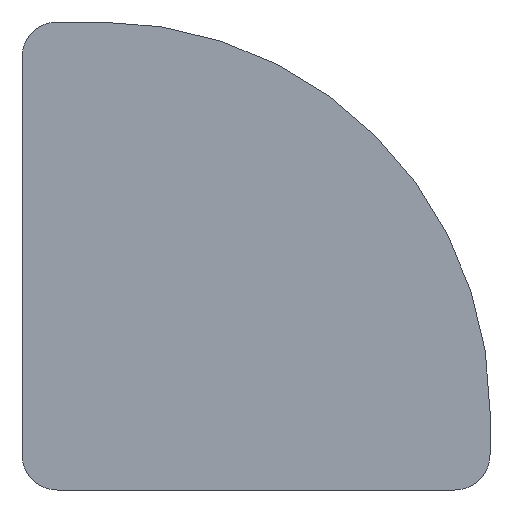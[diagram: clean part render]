
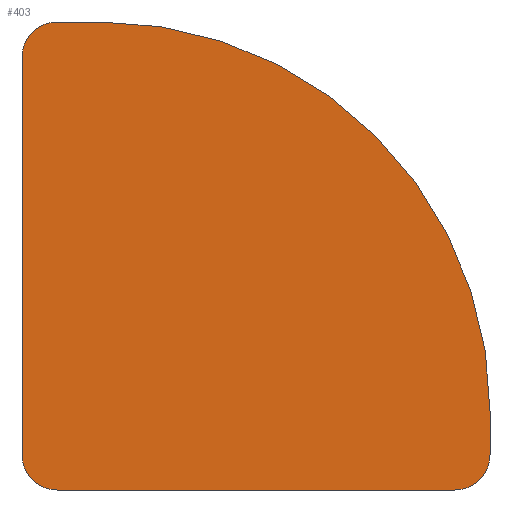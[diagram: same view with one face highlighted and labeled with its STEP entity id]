
A CAD part, left-side view. The second image highlights one B-rep face of the part: STEP entity #403.
In plain terms, the highlighted planar face has unit normal (-1, 0, 0).
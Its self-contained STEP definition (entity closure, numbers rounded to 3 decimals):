
#1 = AXIS2_PLACEMENT_3D ( 'NONE', #599, #442, #589 ) ;
#22 = ORIENTED_EDGE ( 'NONE', *, *, #290, .F. ) ;
#24 = CARTESIAN_POINT ( 'NONE',  ( 0., 13.3, 20. ) ) ;
#29 = VERTEX_POINT ( 'NONE', #193 ) ;
#32 = CARTESIAN_POINT ( 'NONE',  ( 0., 20., -17. ) ) ;
#38 = CARTESIAN_POINT ( 'NONE',  ( 0., 2.548, 20. ) ) ;
#39 = DIRECTION ( 'NONE',  ( 0., 0., 1. ) ) ;
#46 = DIRECTION ( 'NONE',  ( 0., 0., -1. ) ) ;
#60 = CIRCLE ( 'NONE', #274, 3. ) ;
#61 = ORIENTED_EDGE ( 'NONE', *, *, #128, .F. ) ;
#68 = CARTESIAN_POINT ( 'NONE',  ( 0., -20., -2.548 ) ) ;
#72 = CARTESIAN_POINT ( 'NONE',  ( 0., -17., -20. ) ) ;
#79 = DIRECTION ( 'NONE',  ( 0., 0., 1. ) ) ;
#81 = ORIENTED_EDGE ( 'NONE', *, *, #401, .F. ) ;
#88 = CARTESIAN_POINT ( 'NONE',  ( 0., 17., 20. ) ) ;
#92 = ORIENTED_EDGE ( 'NONE', *, *, #248, .F. ) ;
#101 = LINE ( 'NONE', #68, #160 ) ;
#117 = ORIENTED_EDGE ( 'NONE', *, *, #495, .F. ) ;
#118 = CARTESIAN_POINT ( 'NONE',  ( 0., 20., 17. ) ) ;
#119 = CARTESIAN_POINT ( 'NONE',  ( 0., 2.548, -20. ) ) ;
#123 = LINE ( 'NONE', #177, #487 ) ;
#126 = ORIENTED_EDGE ( 'NONE', *, *, #468, .F. ) ;
#128 = EDGE_CURVE ( 'NONE', #266, #29, #441, .T. ) ;
#134 = CARTESIAN_POINT ( 'NONE',  ( 0., 13.3, -13.3 ) ) ;
#138 = EDGE_CURVE ( 'NONE', #576, #338, #287, .T. ) ;
#140 = ORIENTED_EDGE ( 'NONE', *, *, #358, .F. ) ;
#160 = VECTOR ( 'NONE', #168, 1000. ) ;
#168 = DIRECTION ( 'NONE',  ( 0., 0., -1. ) ) ;
#170 = LINE ( 'NONE', #38, #455 ) ;
#177 = CARTESIAN_POINT ( 'NONE',  ( 0., 20., -2.548 ) ) ;
#192 = DIRECTION ( 'NONE',  ( 0., -1., 0. ) ) ;
#193 = CARTESIAN_POINT ( 'NONE',  ( 0., 17., -20. ) ) ;
#206 = EDGE_LOOP ( 'NONE', ( #81, #508, #22, #126, #61, #92, #117, #140 ) ) ;
#239 = DIRECTION ( 'NONE',  ( 1., 0., 0. ) ) ;
#248 = EDGE_CURVE ( 'NONE', #385, #266, #60, .T. ) ;
#249 = VERTEX_POINT ( 'NONE', #32 ) ;
#261 = DIRECTION ( 'NONE',  ( 0., 1., 0. ) ) ;
#266 = VERTEX_POINT ( 'NONE', #72 ) ;
#274 = AXIS2_PLACEMENT_3D ( 'NONE', #497, #502, #79 ) ;
#287 = CIRCLE ( 'NONE', #553, 3. ) ;
#290 = EDGE_CURVE ( 'NONE', #249, #576, #123, .T. ) ;
#295 = CARTESIAN_POINT ( 'NONE',  ( 0., 17., 17. ) ) ;
#305 = AXIS2_PLACEMENT_3D ( 'NONE', #419, #239, #46 ) ;
#328 = PLANE ( 'NONE',  #305 ) ;
#329 = CIRCLE ( 'NONE', #1, 3. ) ;
#338 = VERTEX_POINT ( 'NONE', #88 ) ;
#341 = DIRECTION ( 'NONE',  ( 1., 0., 0. ) ) ;
#357 = CIRCLE ( 'NONE', #429, 33.3 ) ;
#358 = EDGE_CURVE ( 'NONE', #556, #569, #357, .T. ) ;
#363 = FACE_OUTER_BOUND ( 'NONE', #206, .T. ) ;
#385 = VERTEX_POINT ( 'NONE', #458 ) ;
#394 = CARTESIAN_POINT ( 'NONE',  ( 0., -20., -13.3 ) ) ;
#401 = EDGE_CURVE ( 'NONE', #338, #556, #170, .T. ) ;
#403 = ADVANCED_FACE ( 'NONE', ( #363 ), #328, .F. ) ;
#419 = CARTESIAN_POINT ( 'NONE',  ( 0., 2.548, -2.548 ) ) ;
#429 = AXIS2_PLACEMENT_3D ( 'NONE', #134, #559, #39 ) ;
#441 = LINE ( 'NONE', #119, #562 ) ;
#442 = DIRECTION ( 'NONE',  ( 1., 0., 0. ) ) ;
#455 = VECTOR ( 'NONE', #192, 1000. ) ;
#458 = CARTESIAN_POINT ( 'NONE',  ( 0., -20., -17. ) ) ;
#468 = EDGE_CURVE ( 'NONE', #29, #249, #329, .T. ) ;
#487 = VECTOR ( 'NONE', #494, 1000. ) ;
#488 = DIRECTION ( 'NONE',  ( 0., 0., 1. ) ) ;
#494 = DIRECTION ( 'NONE',  ( 0., 0., 1. ) ) ;
#495 = EDGE_CURVE ( 'NONE', #569, #385, #101, .T. ) ;
#497 = CARTESIAN_POINT ( 'NONE',  ( 0., -17., -17. ) ) ;
#502 = DIRECTION ( 'NONE',  ( 1., 0., 0. ) ) ;
#508 = ORIENTED_EDGE ( 'NONE', *, *, #138, .F. ) ;
#553 = AXIS2_PLACEMENT_3D ( 'NONE', #295, #341, #488 ) ;
#556 = VERTEX_POINT ( 'NONE', #24 ) ;
#559 = DIRECTION ( 'NONE',  ( 1., 0., 0. ) ) ;
#562 = VECTOR ( 'NONE', #261, 1000. ) ;
#569 = VERTEX_POINT ( 'NONE', #394 ) ;
#576 = VERTEX_POINT ( 'NONE', #118 ) ;
#589 = DIRECTION ( 'NONE',  ( 0., 0., 1. ) ) ;
#599 = CARTESIAN_POINT ( 'NONE',  ( 0., 17., -17. ) ) ;
